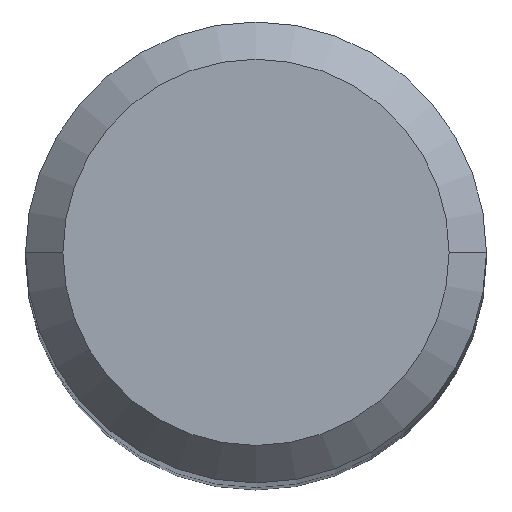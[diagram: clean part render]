
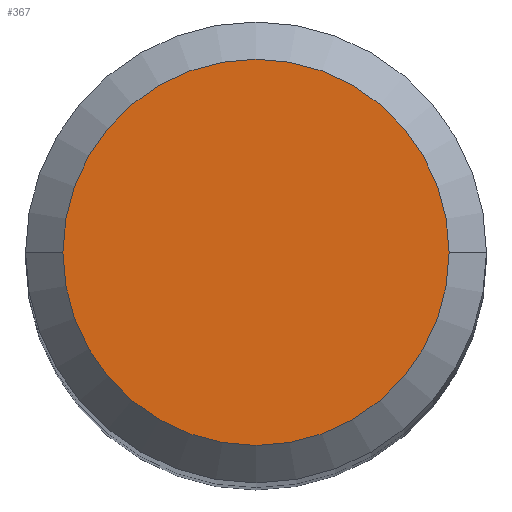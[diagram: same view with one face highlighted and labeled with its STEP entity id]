
A CAD part, top view. The second image highlights one B-rep face of the part: STEP entity #367.
In plain terms, the highlighted planar face has unit normal (0, 0, 1).
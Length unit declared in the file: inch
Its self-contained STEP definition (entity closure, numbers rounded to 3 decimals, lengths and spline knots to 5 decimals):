
#11 = DIRECTION ( 'NONE',  ( -1., 0., 0. ) ) ;
#28 = EDGE_LOOP ( 'NONE', ( #49, #95 ) ) ;
#30 = VERTEX_POINT ( 'NONE', #387 ) ;
#31 = CARTESIAN_POINT ( 'NONE',  ( 0., 0., 0. ) ) ;
#35 = EDGE_CURVE ( 'NONE', #30, #213, #252, .T. ) ;
#42 = AXIS2_PLACEMENT_3D ( 'NONE', #31, #298, #276 ) ;
#49 = ORIENTED_EDGE ( 'NONE', *, *, #115, .T. ) ;
#64 = DIRECTION ( 'NONE',  ( 1., 0., 0. ) ) ;
#77 = FACE_OUTER_BOUND ( 'NONE', #28, .T. ) ;
#95 = ORIENTED_EDGE ( 'NONE', *, *, #35, .T. ) ;
#100 = CARTESIAN_POINT ( 'NONE',  ( 0., 0., 0. ) ) ;
#101 = DIRECTION ( 'NONE',  ( 0., 0., 1. ) ) ;
#115 = EDGE_CURVE ( 'NONE', #213, #30, #187, .T. ) ;
#179 = AXIS2_PLACEMENT_3D ( 'NONE', #100, #101, #64 ) ;
#187 = CIRCLE ( 'NONE', #179, 0.16165 ) ;
#213 = VERTEX_POINT ( 'NONE', #217 ) ;
#217 = CARTESIAN_POINT ( 'NONE',  ( -0.16165, 0., 0. ) ) ;
#227 = PLANE ( 'NONE',  #277 ) ;
#252 = CIRCLE ( 'NONE', #42, 0.16165 ) ;
#276 = DIRECTION ( 'NONE',  ( 1., 0., 0. ) ) ;
#277 = AXIS2_PLACEMENT_3D ( 'NONE', #313, #319, #11 ) ;
#298 = DIRECTION ( 'NONE',  ( 0., 0., 1. ) ) ;
#313 = CARTESIAN_POINT ( 'NONE',  ( 0., 0., 0. ) ) ;
#319 = DIRECTION ( 'NONE',  ( 0., 0., -1. ) ) ;
#367 = ADVANCED_FACE ( 'NONE', ( #77 ), #227, .F. ) ;
#387 = CARTESIAN_POINT ( 'NONE',  ( 0.16165, 0., 0. ) ) ;
